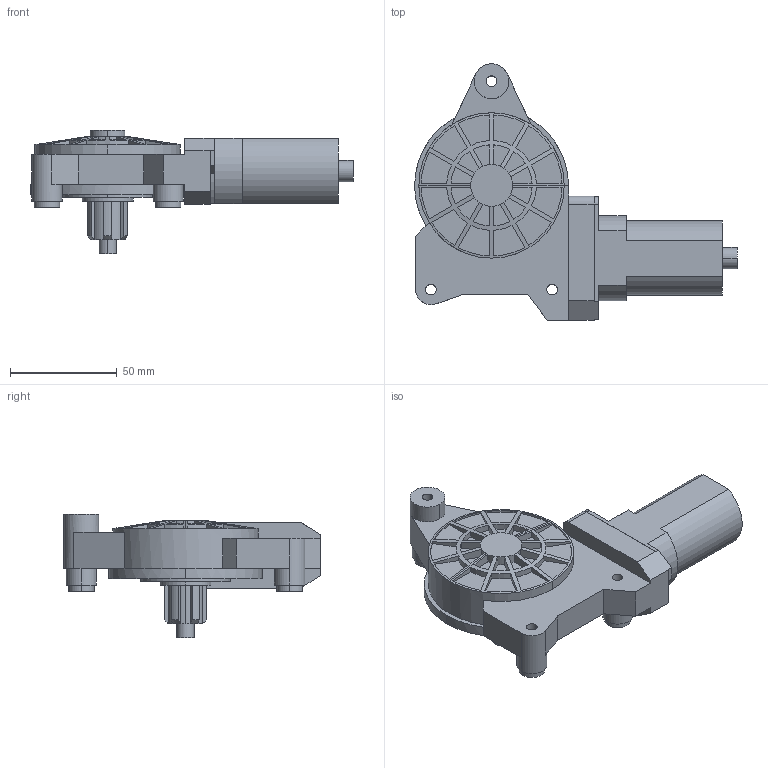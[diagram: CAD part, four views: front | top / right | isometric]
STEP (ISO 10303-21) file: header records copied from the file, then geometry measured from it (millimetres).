
FILE_DESCRIPTION (( 'STEP AP214' ), '1' );
FILE_NAME ('3FBC1ABF-AF99-4644-B5DE-A88CFE0E27C8.STEP', '2009-01-30T13:15:40', ( 'sysAdmin' ), ( 'SolidWorks' ), 'SwSTEP 2.0', 'SolidWorks 2009', '' );
FILE_SCHEMA (( 'AUTOMOTIVE_DESIGN' ));
Length unit declared in the file: millimetre
Products named in the file (1): 3FBC1ABF-AF99-4644-B5DE-A88CFE0E27C8
Bounding box: 151 x 119.88 x 57.9 mm (x, y, z)
Volume: 213898.6 mm3; surface area: 38247.5 mm2
Topology: 1 solids, 1 shells, 249 faces, 624 edges, 401 vertices
Faces by surface type: plane 134, cylinder 107, cone 8
Entity records: 10298 total; most frequent: CARTESIAN_POINT 1455, DIRECTION 1310, ORIENTED_EDGE 1248, EDGE_CURVE 624, AXIS2_PLACEMENT_3D 496, VERTEX_POINT 401, VECTOR 318, LINE 318
